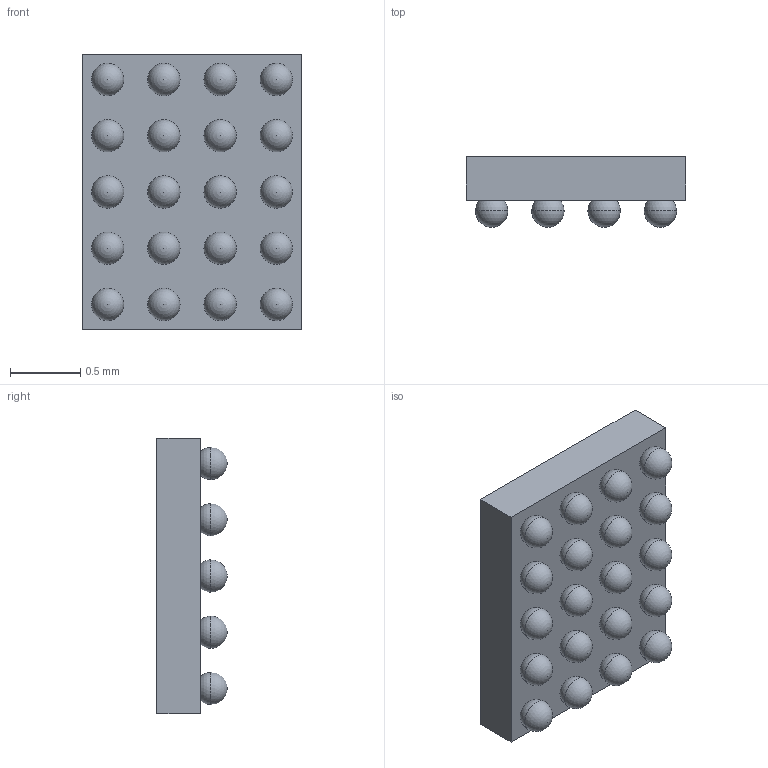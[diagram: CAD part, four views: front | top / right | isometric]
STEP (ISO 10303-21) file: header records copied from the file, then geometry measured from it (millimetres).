
FILE_DESCRIPTION (( 'STEP AP214' ), '1' );
FILE_NAME ('YFP20.STEP', '2020-08-06T11:22:50', ( '' ), ( '' ), 'SwSTEP 2.0', 'SolidWorks 2017', '' );
FILE_SCHEMA (( 'AUTOMOTIVE_DESIGN' ));
Length unit declared in the file: millimetre
Products named in the file (1): YFP20
Bounding box: 1.56 x 0.5 x 1.96 mm (x, y, z)
Volume: 1.1 mm3; surface area: 11.8 mm2
Topology: 22 solids, 22 shells, 73 faces, 184 edges, 136 vertices
Faces by surface type: sphere 40, plane 29, cylinder 4
Entity records: 2092 total; most frequent: DIRECTION 340, CARTESIAN_POINT 274, ORIENTED_EDGE 208, AXIS2_PLACEMENT_3D 162, EDGE_CURVE 104, VERTEX_POINT 96, EDGE_LOOP 94, CIRCLE 88
